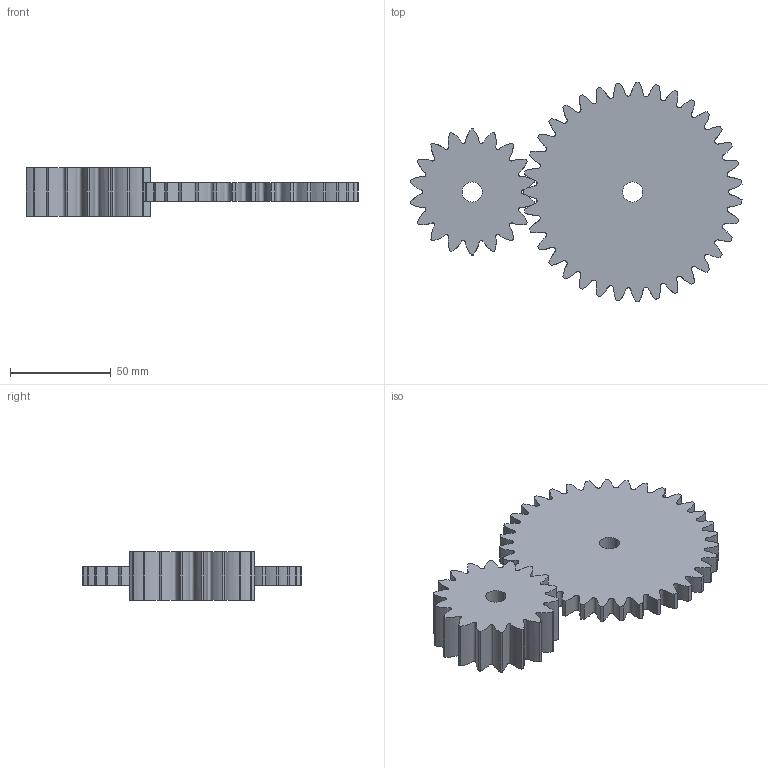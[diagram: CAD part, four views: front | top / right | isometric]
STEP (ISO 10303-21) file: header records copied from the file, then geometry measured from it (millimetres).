
FILE_DESCRIPTION (( 'STEP AP214' ), '1' );
FILE_NAME ('12.STEP', '2025-07-07T08:35:27', ( '' ), ( '' ), 'SwSTEP 2.0', 'SolidWorks 2022', '' );
FILE_SCHEMA (( 'AUTOMOTIVE_DESIGN' ));
Length unit declared in the file: millimetre
Products named in the file (3): SpurGear1_GearTrax; SpurGear2_GearTrax; 12
Assembly tree (2 placements, depth 2):
  12
    SpurGear1_GearTrax
    SpurGear2_GearTrax
Bounding box: 164.47 x 108.55 x 24 mm (x, y, z)
Volume: 123880.8 mm3; surface area: 35228.1 mm2
Topology: 2 solids, 2 shells, 114 faces, 330 edges, 220 vertices
Faces by surface type: cylinder 57, bspline 53, plane 4
Entity records: 14188 total; most frequent: CARTESIAN_POINT 11322, ORIENTED_EDGE 660, DIRECTION 470, EDGE_CURVE 330, VERTEX_POINT 220, AXIS2_PLACEMENT_3D 180, EDGE_LOOP 118, CIRCLE 114
